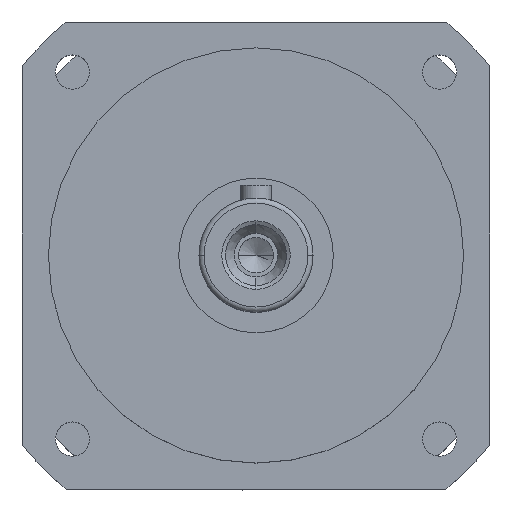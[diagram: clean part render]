
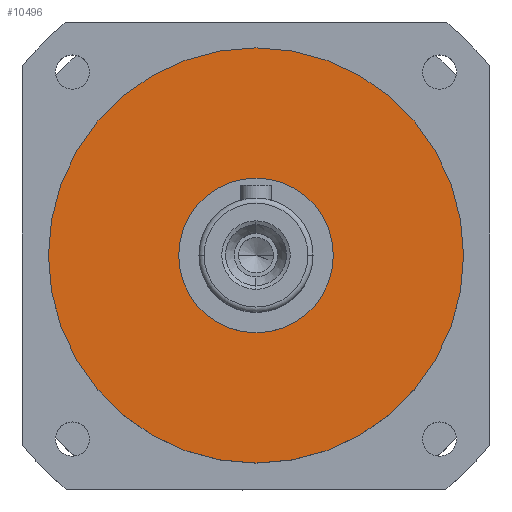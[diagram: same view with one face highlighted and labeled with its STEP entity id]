
A CAD part, top view. The second image highlights one B-rep face of the part: STEP entity #10496.
In plain terms, the highlighted planar face has unit normal (0, 0, 1).
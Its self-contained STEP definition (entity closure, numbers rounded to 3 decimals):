
#396 = EDGE_CURVE ( 'NONE', #7814, #5505, #7185, .T. ) ;
#1026 = DIRECTION ( 'NONE',  ( 1., 0., 0. ) ) ;
#1067 = CARTESIAN_POINT ( 'NONE',  ( 0., 0., 97.5 ) ) ;
#1096 = DIRECTION ( 'NONE',  ( 1., 0., 0. ) ) ;
#1884 = DIRECTION ( 'NONE',  ( 0., 0., 1. ) ) ;
#2537 = DIRECTION ( 'NONE',  ( 0., 0., 1. ) ) ;
#2789 = CARTESIAN_POINT ( 'NONE',  ( 0., 0., 97.5 ) ) ;
#3325 = ORIENTED_EDGE ( 'NONE', *, *, #7255, .T. ) ;
#4275 = AXIS2_PLACEMENT_3D ( 'NONE', #7597, #2537, #8432 ) ;
#4311 = AXIS2_PLACEMENT_3D ( 'NONE', #1067, #1884, #1026 ) ;
#5417 = FACE_OUTER_BOUND ( 'NONE', #5755, .T. ) ;
#5505 = VERTEX_POINT ( 'NONE', #10116 ) ;
#5755 = EDGE_LOOP ( 'NONE', ( #9487, #3325 ) ) ;
#6159 = DIRECTION ( 'NONE',  ( 0., 0., 1. ) ) ;
#7185 = CIRCLE ( 'NONE', #4311, 40. ) ;
#7255 = EDGE_CURVE ( 'NONE', #5505, #7814, #9116, .T. ) ;
#7502 = AXIS2_PLACEMENT_3D ( 'NONE', #2789, #6159, #1096 ) ;
#7597 = CARTESIAN_POINT ( 'NONE',  ( 0., 0., 97.5 ) ) ;
#7814 = VERTEX_POINT ( 'NONE', #8544 ) ;
#8432 = DIRECTION ( 'NONE',  ( 1., 0., 0. ) ) ;
#8544 = CARTESIAN_POINT ( 'NONE',  ( -40., 0., 97.5 ) ) ;
#8681 = PLANE ( 'NONE',  #7502 ) ;
#9116 = CIRCLE ( 'NONE', #4275, 40. ) ;
#9487 = ORIENTED_EDGE ( 'NONE', *, *, #396, .T. ) ;
#10116 = CARTESIAN_POINT ( 'NONE',  ( 40., 0., 97.5 ) ) ;
#10496 = ADVANCED_FACE ( 'NONE', ( #5417 ), #8681, .T. ) ;
